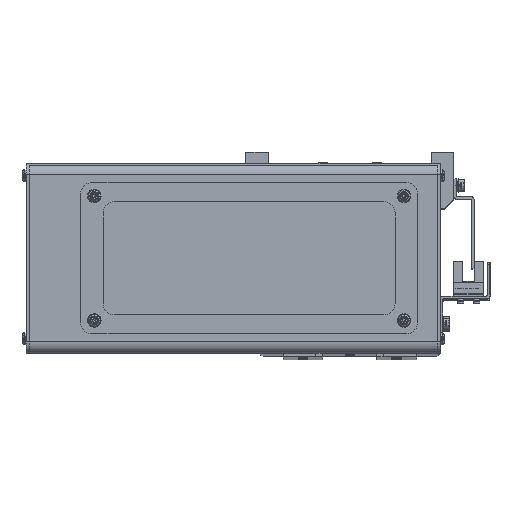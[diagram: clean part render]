
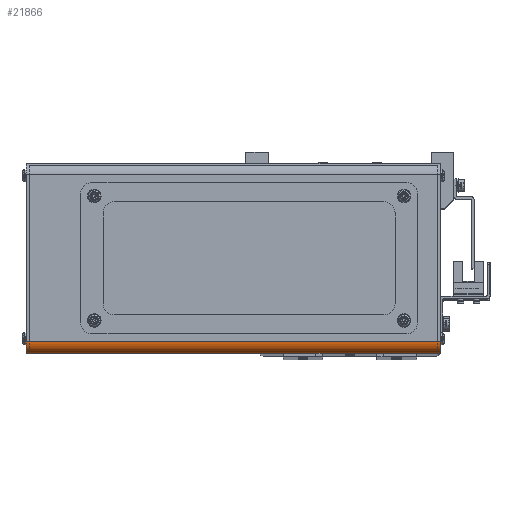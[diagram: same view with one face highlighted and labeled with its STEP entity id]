
A CAD part, top view. The second image highlights one B-rep face of the part: STEP entity #21866.
In plain terms, the highlighted cylindrical face has radius 5 mm (diameter 10 mm), a partial arc.
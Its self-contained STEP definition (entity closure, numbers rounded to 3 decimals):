
#151 = VERTEX_POINT ( 'NONE', #48178 ) ;
#206 = CARTESIAN_POINT ( 'NONE',  ( 0., 5., 0. ) ) ;
#1094 = AXIS2_PLACEMENT_3D ( 'NONE', #44215, #16441, #48853 ) ;
#3460 = LINE ( 'NONE', #28240, #51329 ) ;
#3462 = CARTESIAN_POINT ( 'NONE',  ( 5., 0., -183. ) ) ;
#11938 = LINE ( 'NONE', #3462, #47433 ) ;
#13452 = DIRECTION ( 'NONE',  ( 0., 0., 1. ) ) ;
#16441 = DIRECTION ( 'NONE',  ( 0., 0., 1. ) ) ;
#16481 = FACE_OUTER_BOUND ( 'NONE', #53717, .T. ) ;
#17974 = CIRCLE ( 'NONE', #1094, 5. ) ;
#18614 = AXIS2_PLACEMENT_3D ( 'NONE', #41228, #13452, #45861 ) ;
#19300 = EDGE_CURVE ( 'NONE', #28923, #50330, #3460, .T. ) ;
#21771 = AXIS2_PLACEMENT_3D ( 'NONE', #40581, #26609, #35957 ) ;
#21866 = ADVANCED_FACE ( 'NONE', ( #16481 ), #39733, .T. ) ;
#26609 = DIRECTION ( 'NONE',  ( 0., 0., 1. ) ) ;
#28240 = CARTESIAN_POINT ( 'NONE',  ( 0., 5., -183. ) ) ;
#28596 = ORIENTED_EDGE ( 'NONE', *, *, #55960, .T. ) ;
#28923 = VERTEX_POINT ( 'NONE', #34064 ) ;
#34064 = CARTESIAN_POINT ( 'NONE',  ( 0., 5., -183. ) ) ;
#35083 = ORIENTED_EDGE ( 'NONE', *, *, #40556, .F. ) ;
#35957 = DIRECTION ( 'NONE',  ( 1., 0., 0. ) ) ;
#37578 = DIRECTION ( 'NONE',  ( 0., 0., 1. ) ) ;
#39405 = VERTEX_POINT ( 'NONE', #49812 ) ;
#39733 = CYLINDRICAL_SURFACE ( 'NONE', #21771, 5. ) ;
#40556 = EDGE_CURVE ( 'NONE', #50330, #39405, #46297, .T. ) ;
#40581 = CARTESIAN_POINT ( 'NONE',  ( 5., 5., -183. ) ) ;
#41228 = CARTESIAN_POINT ( 'NONE',  ( 5., 5., 0. ) ) ;
#41614 = ORIENTED_EDGE ( 'NONE', *, *, #58035, .T. ) ;
#44215 = CARTESIAN_POINT ( 'NONE',  ( 5., 5., -183. ) ) ;
#45861 = DIRECTION ( 'NONE',  ( 1., 0., 0. ) ) ;
#46297 = CIRCLE ( 'NONE', #18614, 5. ) ;
#47433 = VECTOR ( 'NONE', #54497, 1000. ) ;
#48178 = CARTESIAN_POINT ( 'NONE',  ( 5., 0., -183. ) ) ;
#48853 = DIRECTION ( 'NONE',  ( 1., 0., 0. ) ) ;
#49812 = CARTESIAN_POINT ( 'NONE',  ( 5., 0., 0. ) ) ;
#50330 = VERTEX_POINT ( 'NONE', #206 ) ;
#51329 = VECTOR ( 'NONE', #37578, 1000. ) ;
#52061 = ORIENTED_EDGE ( 'NONE', *, *, #19300, .F. ) ;
#53717 = EDGE_LOOP ( 'NONE', ( #35083, #52061, #28596, #41614 ) ) ;
#54497 = DIRECTION ( 'NONE',  ( 0., 0., 1. ) ) ;
#55960 = EDGE_CURVE ( 'NONE', #28923, #151, #17974, .T. ) ;
#58035 = EDGE_CURVE ( 'NONE', #151, #39405, #11938, .T. ) ;
